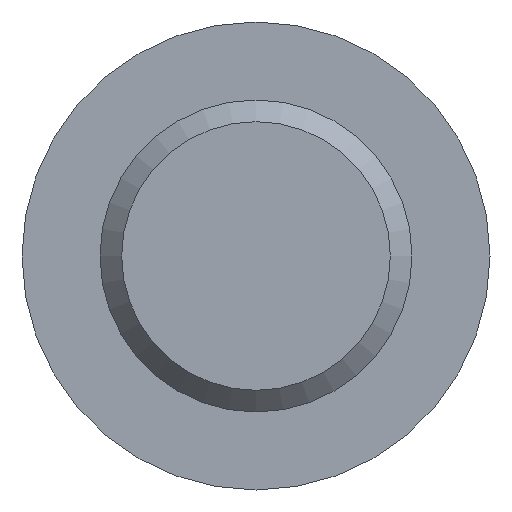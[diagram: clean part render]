
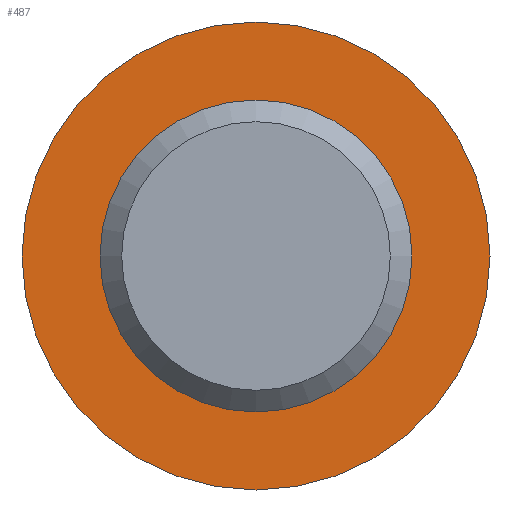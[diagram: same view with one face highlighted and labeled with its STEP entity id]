
A CAD part, front view. The second image highlights one B-rep face of the part: STEP entity #487.
In plain terms, the highlighted planar face has unit normal (0, -1, 0).
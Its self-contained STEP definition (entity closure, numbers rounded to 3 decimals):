
#12 = EDGE_LOOP ( 'NONE', ( #390 ) ) ;
#84 = CARTESIAN_POINT ( 'NONE',  ( 0., 30., -9. ) ) ;
#94 = DIRECTION ( 'NONE',  ( 0., -1., 0. ) ) ;
#106 = VERTEX_POINT ( 'NONE', #84 ) ;
#110 = CARTESIAN_POINT ( 'NONE',  ( 0., 30., 0. ) ) ;
#116 = PLANE ( 'NONE',  #410 ) ;
#183 = CARTESIAN_POINT ( 'NONE',  ( 0., 30., 0. ) ) ;
#225 = AXIS2_PLACEMENT_3D ( 'NONE', #110, #94, #229 ) ;
#229 = DIRECTION ( 'NONE',  ( 0., 0., -1. ) ) ;
#236 = DIRECTION ( 'NONE',  ( 0., 0., -1. ) ) ;
#238 = CARTESIAN_POINT ( 'NONE',  ( -9., 30., 0. ) ) ;
#278 = DIRECTION ( 'NONE',  ( 0., 1., 0. ) ) ;
#280 = CIRCLE ( 'NONE', #420, 9. ) ;
#289 = VERTEX_POINT ( 'NONE', #466 ) ;
#317 = DIRECTION ( 'NONE',  ( 0., 0., 1. ) ) ;
#321 = DIRECTION ( 'NONE',  ( 0., -1., 0. ) ) ;
#325 = ORIENTED_EDGE ( 'NONE', *, *, #407, .F. ) ;
#335 = EDGE_CURVE ( 'NONE', #289, #289, #348, .T. ) ;
#348 = CIRCLE ( 'NONE', #225, 13.5 ) ;
#390 = ORIENTED_EDGE ( 'NONE', *, *, #335, .T. ) ;
#407 = EDGE_CURVE ( 'NONE', #106, #106, #280, .T. ) ;
#410 = AXIS2_PLACEMENT_3D ( 'NONE', #238, #278, #317 ) ;
#420 = AXIS2_PLACEMENT_3D ( 'NONE', #183, #321, #236 ) ;
#442 = EDGE_LOOP ( 'NONE', ( #325 ) ) ;
#445 = FACE_OUTER_BOUND ( 'NONE', #12, .T. ) ;
#466 = CARTESIAN_POINT ( 'NONE',  ( 0., 30., -13.5 ) ) ;
#487 = ADVANCED_FACE ( 'NONE', ( #495, #445 ), #116, .F. ) ;
#495 = FACE_BOUND ( 'NONE', #442, .T. ) ;
